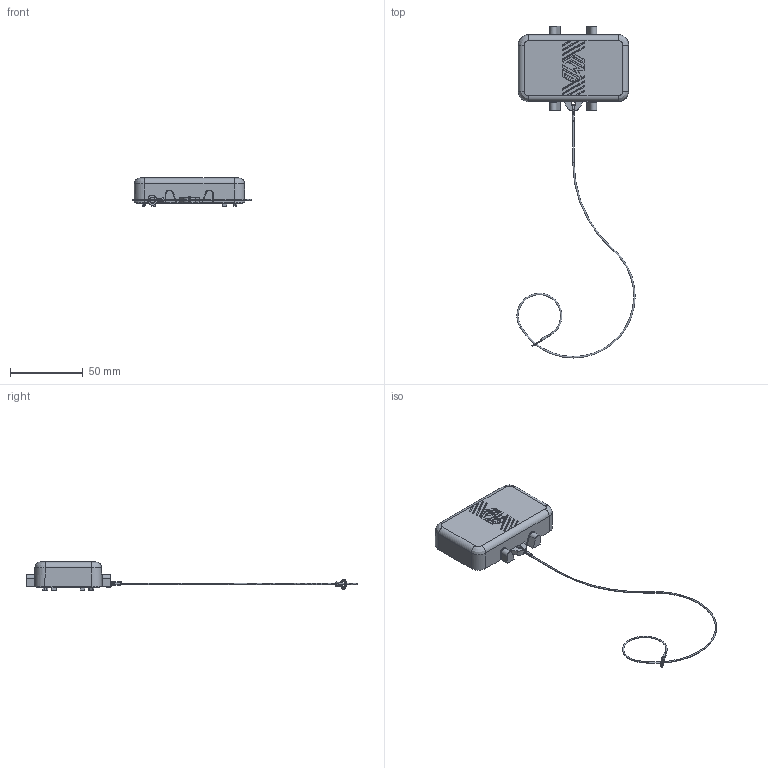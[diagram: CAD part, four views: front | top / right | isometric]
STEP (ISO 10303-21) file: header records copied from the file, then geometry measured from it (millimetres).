
FILE_DESCRIPTION(('Creo Elements/Direct Modeling STEP Export'),'2;1');
FILE_NAME('37jbk2e5h15j88l2644','2022-02-02T11:13:02',(''),(''),'Creo Elements/Direct Modeling STEP processor for AP214 (Solid Model)','Creo Elements/Direct Modeling 20.1B 02-Apr-2019 (C) Parametric Technology GmbH','');
FILE_SCHEMA(('AUTOMOTIVE_DESIGN { 1 0 10303 214 1 1 1 1 }'));
Length unit declared in the file: millimetre
Products named in the file (2): TCHC_10_S
Assembly tree (1 placements, depth 2):
  TCHC_10_S
    TCHC_10_S
Bounding box: 81.38 x 228.27 x 19.65 mm (x, y, z)
Volume: 34242.8 mm3; surface area: 15246.3 mm2
Topology: 1 solids, 1 shells, 281 faces, 754 edges, 486 vertices
Faces by surface type: cylinder 124, plane 116, torus 17, bspline 8, extrusion 8, cone 8
Entity records: 11774 total; most frequent: CARTESIAN_POINT 4426, ORIENTED_EDGE 1506, DIRECTION 1335, EDGE_CURVE 752, VERTEX_POINT 485, VECTOR 465, LINE 457, AXIS2_PLACEMENT_3D 435
